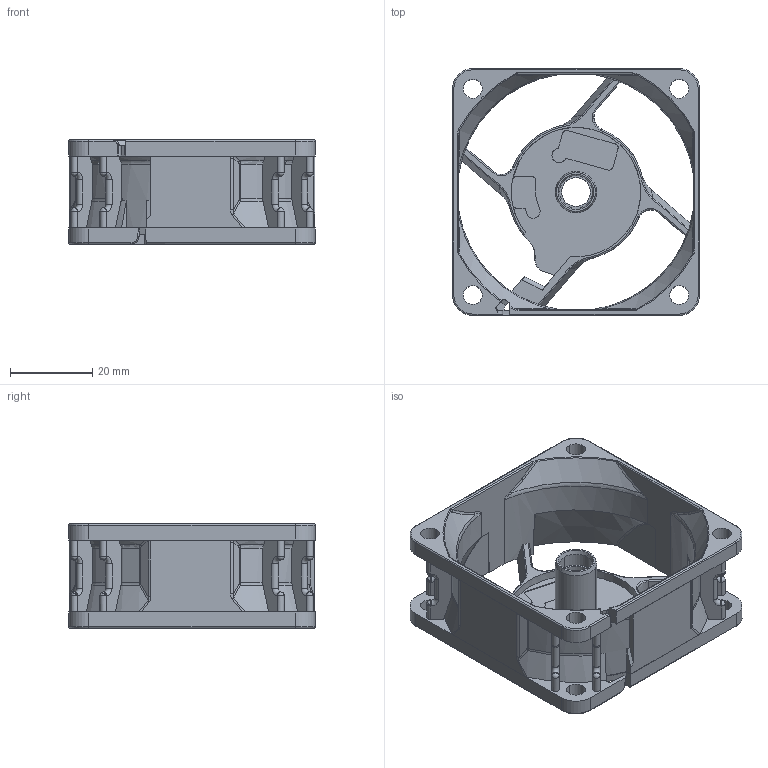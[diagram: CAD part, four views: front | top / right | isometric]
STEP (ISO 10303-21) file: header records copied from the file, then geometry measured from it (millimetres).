
FILE_DESCRIPTION((''),'2;1');
FILE_NAME('ADMI27F404AB7LW0_1_2_22','2025-01-03T16:38:58',('Administrator'),(''),'CREO PARAMETRIC BY PTC INC, 2020053','CREO PARAMETRIC BY PTC INC, 2020053','');
FILE_SCHEMA(('CONFIG_CONTROL_DESIGN'));
Length unit declared in the file: millimetre
Products named in the file (1): ADMI27F404AB7LW0_1_2_22
Bounding box: 60 x 60 x 25.3 mm (x, y, z)
Volume: 13682.5 mm3; surface area: 18039.2 mm2
Topology: 1 solids, 1 shells, 488 faces, 1431 edges, 907 vertices
Faces by surface type: cylinder 164, plane 111, bspline 99, torus 47, cone 31, sphere 20, extrusion 16
Entity records: 20401 total; most frequent: CARTESIAN_POINT 8294, ORIENTED_EDGE 2782, DIRECTION 2256, EDGE_CURVE 1391, VERTEX_POINT 907, AXIS2_PLACEMENT_3D 882, EDGE_LOOP 532, CIRCLE 509
